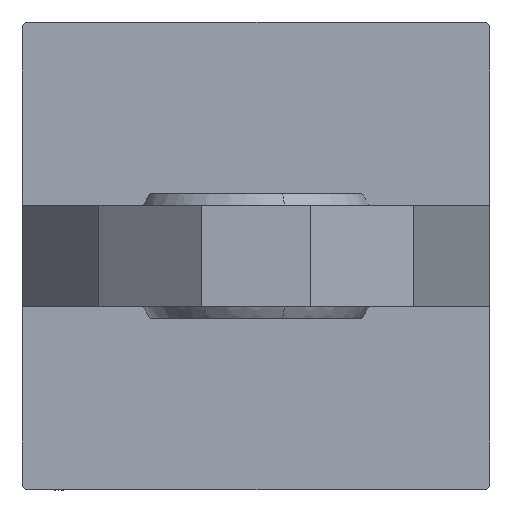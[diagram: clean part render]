
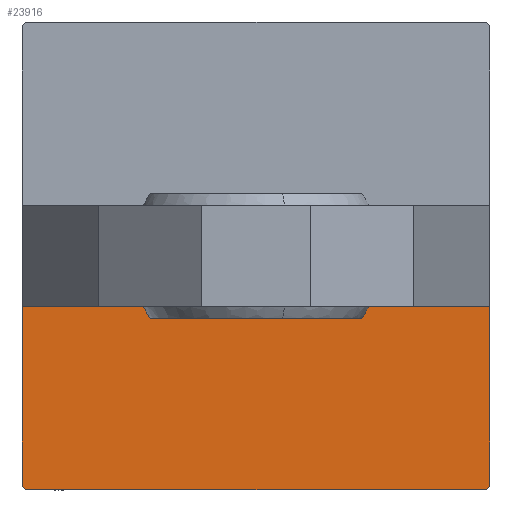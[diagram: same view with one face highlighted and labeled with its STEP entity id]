
A CAD part, left-side view. The second image highlights one B-rep face of the part: STEP entity #23916.
In plain terms, the highlighted planar face has unit normal (-1, 0, 0).
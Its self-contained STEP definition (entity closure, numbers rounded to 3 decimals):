
#864 = CARTESIAN_POINT ( 'NONE',  ( 0., -29.5, -30. ) ) ;
#997 = CARTESIAN_POINT ( 'NONE',  ( 0., -29.5, 30. ) ) ;
#1406 = DIRECTION ( 'NONE',  ( 0., -1., 0. ) ) ;
#2111 = ORIENTED_EDGE ( 'NONE', *, *, #18160, .T. ) ;
#3288 = CARTESIAN_POINT ( 'NONE',  ( 0., 0., 0. ) ) ;
#4304 = LINE ( 'NONE', #12754, #27646 ) ;
#4540 = DIRECTION ( 'NONE',  ( 0., -0.707, 0.707 ) ) ;
#6610 = VERTEX_POINT ( 'NONE', #12306 ) ;
#6771 = VECTOR ( 'NONE', #18665, 1000. ) ;
#8192 = VERTEX_POINT ( 'NONE', #42218 ) ;
#10208 = VECTOR ( 'NONE', #4540, 1000. ) ;
#10677 = VECTOR ( 'NONE', #18872, 1000. ) ;
#12231 = EDGE_LOOP ( 'NONE', ( #46018, #15758, #16177, #2111, #50395, #31441 ) ) ;
#12306 = CARTESIAN_POINT ( 'NONE',  ( 0., -30., 29.5 ) ) ;
#12489 = EDGE_CURVE ( 'NONE', #6610, #8192, #18915, .T. ) ;
#12754 = CARTESIAN_POINT ( 'NONE',  ( 0., 30., -30. ) ) ;
#12792 = EDGE_CURVE ( 'NONE', #31798, #36772, #33688, .T. ) ;
#13005 = DIRECTION ( 'NONE',  ( 0., -1., 0. ) ) ;
#14483 = AXIS2_PLACEMENT_3D ( 'NONE', #3288, #37950, #22008 ) ;
#14568 = FACE_OUTER_BOUND ( 'NONE', #12231, .T. ) ;
#15758 = ORIENTED_EDGE ( 'NONE', *, *, #12792, .T. ) ;
#16177 = ORIENTED_EDGE ( 'NONE', *, *, #29492, .T. ) ;
#17511 = CARTESIAN_POINT ( 'NONE',  ( 0., -6.5, 30. ) ) ;
#18160 = EDGE_CURVE ( 'NONE', #36523, #8192, #49129, .T. ) ;
#18665 = DIRECTION ( 'NONE',  ( 0., 0., -1. ) ) ;
#18872 = DIRECTION ( 'NONE',  ( 0., 0.707, 0.707 ) ) ;
#18915 = LINE ( 'NONE', #22273, #6771 ) ;
#22008 = DIRECTION ( 'NONE',  ( 0., 0., 1. ) ) ;
#22273 = CARTESIAN_POINT ( 'NONE',  ( 0., -30., 30. ) ) ;
#22742 = CARTESIAN_POINT ( 'NONE',  ( 0., -29.75, 29.75 ) ) ;
#23070 = CARTESIAN_POINT ( 'NONE',  ( 0., 30., 30. ) ) ;
#23916 = ADVANCED_FACE ( 'NONE', ( #14568 ), #38715, .T. ) ;
#23943 = VECTOR ( 'NONE', #48865, 1000. ) ;
#24050 = CARTESIAN_POINT ( 'NONE',  ( 0., -29.75, -29.75 ) ) ;
#27646 = VECTOR ( 'NONE', #13005, 1000. ) ;
#29492 = EDGE_CURVE ( 'NONE', #36772, #36523, #4304, .T. ) ;
#31441 = ORIENTED_EDGE ( 'NONE', *, *, #40105, .T. ) ;
#31798 = VERTEX_POINT ( 'NONE', #33943 ) ;
#33688 = LINE ( 'NONE', #17511, #23943 ) ;
#33943 = CARTESIAN_POINT ( 'NONE',  ( 0., -6.5, 30. ) ) ;
#33986 = VERTEX_POINT ( 'NONE', #997 ) ;
#36523 = VERTEX_POINT ( 'NONE', #864 ) ;
#36575 = LINE ( 'NONE', #23070, #47610 ) ;
#36772 = VERTEX_POINT ( 'NONE', #38338 ) ;
#37950 = DIRECTION ( 'NONE',  ( -1., 0., 0. ) ) ;
#38338 = CARTESIAN_POINT ( 'NONE',  ( 0., -6.5, -30. ) ) ;
#38715 = PLANE ( 'NONE',  #14483 ) ;
#40105 = EDGE_CURVE ( 'NONE', #6610, #33986, #50734, .T. ) ;
#40887 = EDGE_CURVE ( 'NONE', #31798, #33986, #36575, .T. ) ;
#42218 = CARTESIAN_POINT ( 'NONE',  ( 0., -30., -29.5 ) ) ;
#46018 = ORIENTED_EDGE ( 'NONE', *, *, #40887, .F. ) ;
#47610 = VECTOR ( 'NONE', #1406, 1000. ) ;
#48865 = DIRECTION ( 'NONE',  ( 0., 0., -1. ) ) ;
#49129 = LINE ( 'NONE', #24050, #10208 ) ;
#50395 = ORIENTED_EDGE ( 'NONE', *, *, #12489, .F. ) ;
#50734 = LINE ( 'NONE', #22742, #10677 ) ;
